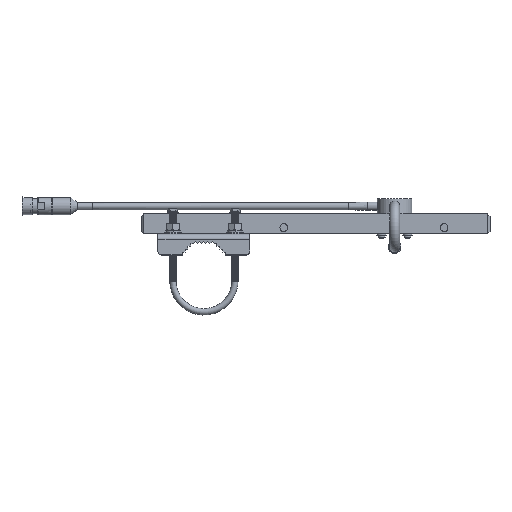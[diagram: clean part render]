
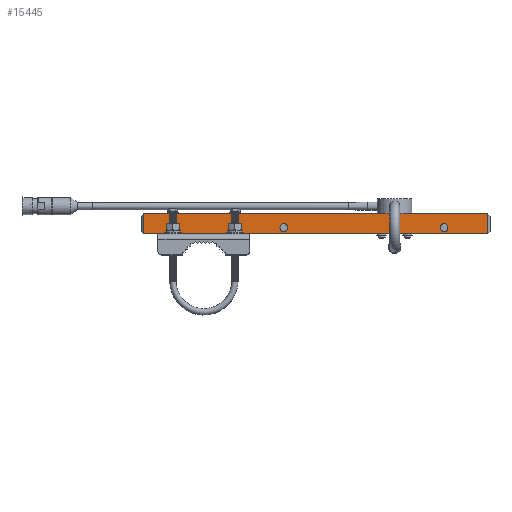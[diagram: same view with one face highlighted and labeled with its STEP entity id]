
A CAD part, top view. The second image highlights one B-rep face of the part: STEP entity #15445.
In plain terms, the highlighted planar face has unit normal (0, 0, 1).
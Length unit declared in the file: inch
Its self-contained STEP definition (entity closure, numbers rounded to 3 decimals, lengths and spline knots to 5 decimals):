
#32 = FACE_BOUND ( 'NONE', #16020, .T. ) ;
#575 = CARTESIAN_POINT ( 'NONE',  ( 6.945, -0.4, 0.4 ) ) ;
#599 = DIRECTION ( 'NONE',  ( 0., 0., 1. ) ) ;
#675 = EDGE_CURVE ( 'NONE', #8184, #8184, #20629, .T. ) ;
#682 = EDGE_LOOP ( 'NONE', ( #4875 ) ) ;
#792 = CARTESIAN_POINT ( 'NONE',  ( -1.265, -0.15, 0.4 ) ) ;
#800 = CARTESIAN_POINT ( 'NONE',  ( -5.585, 0., 0.4 ) ) ;
#1718 = EDGE_CURVE ( 'NONE', #14174, #14174, #15342, .T. ) ;
#1727 = LINE ( 'NONE', #12884, #10969 ) ;
#1908 = CARTESIAN_POINT ( 'NONE',  ( -5.695, 0., 0.4 ) ) ;
#2401 = DIRECTION ( 'NONE',  ( 0., 0., -1. ) ) ;
#2482 = DIRECTION ( 'NONE',  ( 0., 1., 0. ) ) ;
#2542 = DIRECTION ( 'NONE',  ( 0., 1., 0. ) ) ;
#2751 = CARTESIAN_POINT ( 'NONE',  ( 6.845, -0.4, 0.4 ) ) ;
#2767 = EDGE_LOOP ( 'NONE', ( #6330, #22176, #13992, #4752 ) ) ;
#2836 = AXIS2_PLACEMENT_3D ( 'NONE', #1908, #14081, #3678 ) ;
#3038 = VECTOR ( 'NONE', #20012, 39.37008 ) ;
#3317 = CARTESIAN_POINT ( 'NONE',  ( -3.21, 0., 0.4 ) ) ;
#3673 = EDGE_LOOP ( 'NONE', ( #9438 ) ) ;
#3678 = DIRECTION ( 'NONE',  ( 1., 0., 0. ) ) ;
#4339 = VECTOR ( 'NONE', #2482, 39.37008 ) ;
#4461 = CARTESIAN_POINT ( 'NONE',  ( -6.845, -0.4, 0.4 ) ) ;
#4752 = ORIENTED_EDGE ( 'NONE', *, *, #13155, .T. ) ;
#4875 = ORIENTED_EDGE ( 'NONE', *, *, #21115, .F. ) ;
#4907 = LINE ( 'NONE', #19834, #4339 ) ;
#4937 = VERTEX_POINT ( 'NONE', #14195 ) ;
#5084 = DIRECTION ( 'NONE',  ( 1., 0., 0. ) ) ;
#5114 = EDGE_CURVE ( 'NONE', #15000, #14791, #1727, .T. ) ;
#5233 = FACE_BOUND ( 'NONE', #3673, .T. ) ;
#5537 = ORIENTED_EDGE ( 'NONE', *, *, #8128, .F. ) ;
#6156 = CIRCLE ( 'NONE', #7448, 0.11 ) ;
#6330 = ORIENTED_EDGE ( 'NONE', *, *, #5114, .T. ) ;
#6512 = VERTEX_POINT ( 'NONE', #10383 ) ;
#7271 = EDGE_CURVE ( 'NONE', #14791, #4937, #16827, .T. ) ;
#7448 = AXIS2_PLACEMENT_3D ( 'NONE', #3317, #15468, #5084 ) ;
#7774 = EDGE_LOOP ( 'NONE', ( #5537 ) ) ;
#7810 = CARTESIAN_POINT ( 'NONE',  ( 6.945, -0.4, 0.4 ) ) ;
#8128 = EDGE_CURVE ( 'NONE', #6512, #6512, #20709, .T. ) ;
#8184 = VERTEX_POINT ( 'NONE', #21515 ) ;
#8644 = AXIS2_PLACEMENT_3D ( 'NONE', #792, #12959, #2542 ) ;
#8875 = VERTEX_POINT ( 'NONE', #11574 ) ;
#9282 = FACE_BOUND ( 'NONE', #682, .T. ) ;
#9438 = ORIENTED_EDGE ( 'NONE', *, *, #675, .F. ) ;
#10102 = VERTEX_POINT ( 'NONE', #2751 ) ;
#10383 = CARTESIAN_POINT ( 'NONE',  ( 5.115, 0.006, 0.4 ) ) ;
#10650 = EDGE_CURVE ( 'NONE', #10102, #4937, #12290, .T. ) ;
#10969 = VECTOR ( 'NONE', #11130, 39.37008 ) ;
#11013 = CARTESIAN_POINT ( 'NONE',  ( 5.115, -0.15, 0.4 ) ) ;
#11130 = DIRECTION ( 'NONE',  ( -1., 0., 0. ) ) ;
#11574 = CARTESIAN_POINT ( 'NONE',  ( -3.1, 0., 0.4 ) ) ;
#12216 = VECTOR ( 'NONE', #16567, 39.37008 ) ;
#12290 = LINE ( 'NONE', #7810, #3038 ) ;
#12760 = DIRECTION ( 'NONE',  ( 0., 1., 0. ) ) ;
#12884 = CARTESIAN_POINT ( 'NONE',  ( 6.945, 0.4, 0.4 ) ) ;
#12959 = DIRECTION ( 'NONE',  ( 0., 0., 1. ) ) ;
#13155 = EDGE_CURVE ( 'NONE', #10102, #15000, #4907, .T. ) ;
#13380 = FACE_BOUND ( 'NONE', #7774, .T. ) ;
#13535 = CARTESIAN_POINT ( 'NONE',  ( 6.845, 0.4, 0.4 ) ) ;
#13992 = ORIENTED_EDGE ( 'NONE', *, *, #10650, .F. ) ;
#14010 = AXIS2_PLACEMENT_3D ( 'NONE', #575, #2401, #14572 ) ;
#14081 = DIRECTION ( 'NONE',  ( 0., 0., 1. ) ) ;
#14174 = VERTEX_POINT ( 'NONE', #800 ) ;
#14195 = CARTESIAN_POINT ( 'NONE',  ( -6.845, -0.4, 0.4 ) ) ;
#14572 = DIRECTION ( 'NONE',  ( 0., 1., 0. ) ) ;
#14791 = VERTEX_POINT ( 'NONE', #16240 ) ;
#15000 = VERTEX_POINT ( 'NONE', #13535 ) ;
#15342 = CIRCLE ( 'NONE', #2836, 0.11 ) ;
#15445 = ADVANCED_FACE ( 'NONE', ( #5233, #9282, #32, #17994, #13380 ), #21524, .F. ) ;
#15468 = DIRECTION ( 'NONE',  ( 0., 0., 1. ) ) ;
#16020 = EDGE_LOOP ( 'NONE', ( #19965 ) ) ;
#16240 = CARTESIAN_POINT ( 'NONE',  ( -6.845, 0.4, 0.4 ) ) ;
#16567 = DIRECTION ( 'NONE',  ( 0., -1., 0. ) ) ;
#16827 = LINE ( 'NONE', #4461, #12216 ) ;
#17994 = FACE_OUTER_BOUND ( 'NONE', #2767, .T. ) ;
#19834 = CARTESIAN_POINT ( 'NONE',  ( 6.845, -0.4, 0.4 ) ) ;
#19965 = ORIENTED_EDGE ( 'NONE', *, *, #1718, .F. ) ;
#20012 = DIRECTION ( 'NONE',  ( -1., 0., 0. ) ) ;
#20629 = CIRCLE ( 'NONE', #8644, 0.156 ) ;
#20709 = CIRCLE ( 'NONE', #22533, 0.156 ) ;
#21115 = EDGE_CURVE ( 'NONE', #8875, #8875, #6156, .T. ) ;
#21515 = CARTESIAN_POINT ( 'NONE',  ( -1.265, 0.006, 0.4 ) ) ;
#21524 = PLANE ( 'NONE',  #14010 ) ;
#22176 = ORIENTED_EDGE ( 'NONE', *, *, #7271, .T. ) ;
#22533 = AXIS2_PLACEMENT_3D ( 'NONE', #11013, #599, #12760 ) ;
